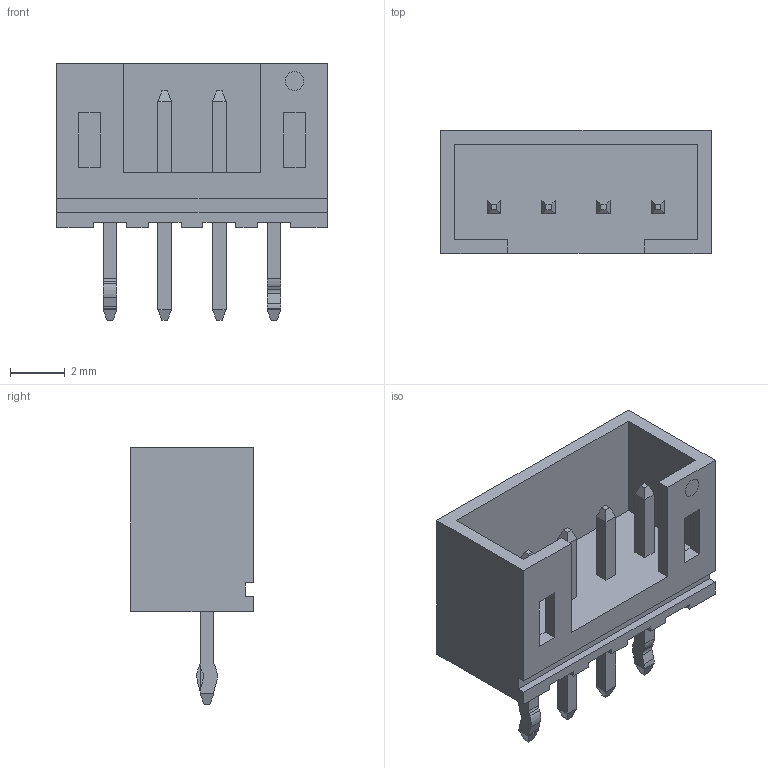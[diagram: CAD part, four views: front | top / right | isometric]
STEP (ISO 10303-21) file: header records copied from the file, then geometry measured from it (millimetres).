
FILE_DESCRIPTION (( 'STEP AP214' ), '1' );
FILE_NAME ('CONN-TH_B4B-PH-K-S-LF-SN.step', '2022-08-05T10:27:10', ( '' ), ( '' ), 'SwSTEP 2.0', 'SolidWorks 2020', '' );
FILE_SCHEMA (( 'AUTOMOTIVE_DESIGN' ));
Length unit declared in the file: millimetre
Products named in the file (1): CONN-TH_B4B-PH-K-S-LF-SN
Bounding box: 9.9 x 4.5 x 9.4 mm (x, y, z)
Volume: 131.5 mm3; surface area: 385.8 mm2
Topology: 14 solids, 14 shells, 431 faces, 1129 edges, 742 vertices
Faces by surface type: plane 305, bspline 112, cylinder 14
Entity records: 19191 total; most frequent: CARTESIAN_POINT 4407, ORIENTED_EDGE 2258, DIRECTION 1569, EDGE_CURVE 1129, LINE 873, VECTOR 873, VERTEX_POINT 742, EDGE_LOOP 463
